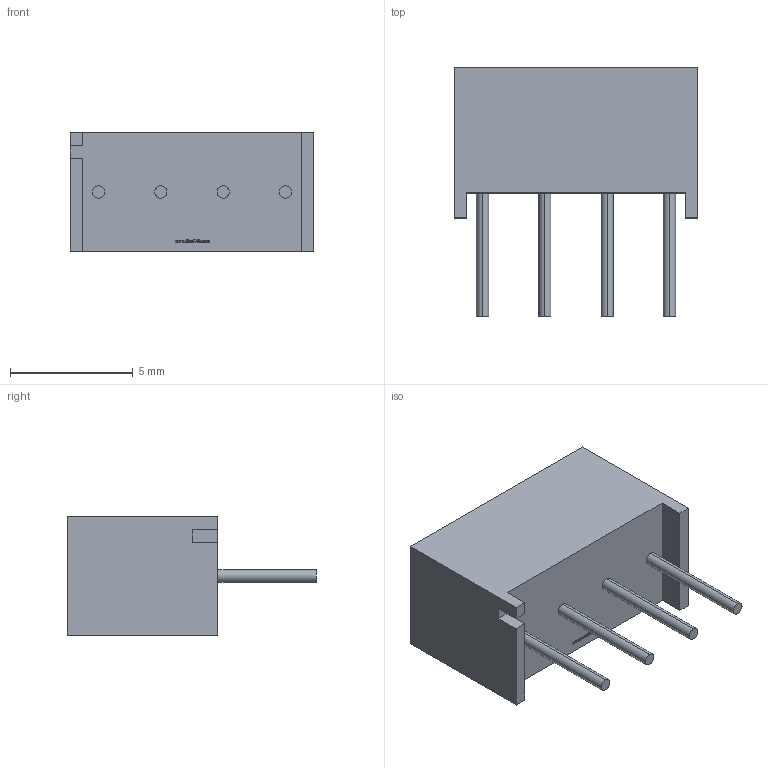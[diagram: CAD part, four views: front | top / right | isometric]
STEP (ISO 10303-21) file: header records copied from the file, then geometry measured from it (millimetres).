
FILE_DESCRIPTION (( 'STEP AP214' ), '1' );
FILE_NAME ('XExx2300.STEP', '2015-09-10T17:40:42', ( '' ), ( '' ), 'SwSTEP 2.0', 'SolidWorks 2012', '' );
FILE_SCHEMA (( 'AUTOMOTIVE_DESIGN' ));
Length unit declared in the file: millimetre
Products named in the file (1): XExx2300
Bounding box: 9.94 x 10.12 x 4.86 mm (x, y, z)
Volume: 255 mm3; surface area: 524.2 mm2
Topology: 2 solids, 2 shells, 227 faces, 606 edges, 404 vertices
Faces by surface type: plane 151, bspline 68, cylinder 8
Entity records: 11937 total; most frequent: CARTESIAN_POINT 4450, ORIENTED_EDGE 1212, DIRECTION 806, EDGE_CURVE 606, VECTOR 454, LINE 454, VERTEX_POINT 404, EDGE_LOOP 248
